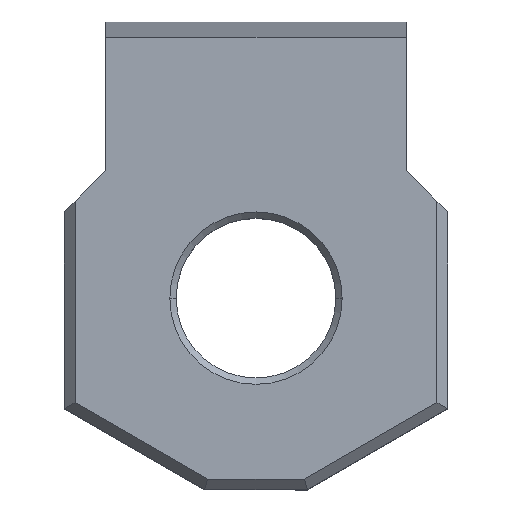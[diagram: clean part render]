
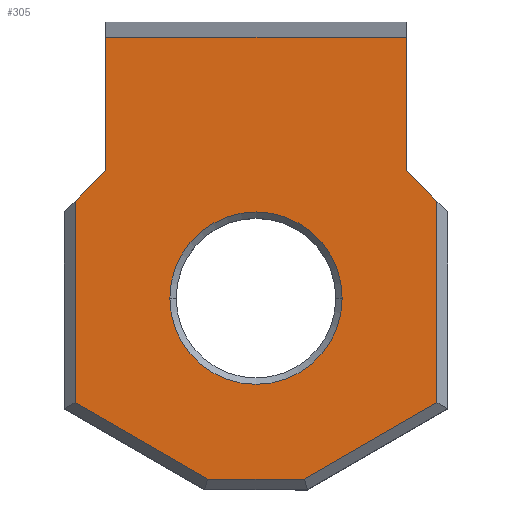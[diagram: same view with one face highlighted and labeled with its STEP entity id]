
A CAD part, top view. The second image highlights one B-rep face of the part: STEP entity #305.
In plain terms, the highlighted planar face has unit normal (0, 0, 1).
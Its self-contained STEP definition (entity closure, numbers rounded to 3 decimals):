
#29 = EDGE_CURVE ( 'NONE', #97, #398, #1153, .T. ) ;
#97 = VERTEX_POINT ( 'NONE', #1232 ) ;
#105 = CARTESIAN_POINT ( 'NONE',  ( 2.278, 0.5, 14. ) ) ;
#142 = AXIS2_PLACEMENT_3D ( 'NONE', #1599, #1582, #1571 ) ;
#163 = CIRCLE ( 'NONE', #142, 4.05 ) ;
#166 = VECTOR ( 'NONE', #1617, 1000. ) ;
#168 = CARTESIAN_POINT ( 'NONE',  ( 8.5, 4.093, 14. ) ) ;
#182 = CARTESIAN_POINT ( 'NONE',  ( 8.5, 13.56, 14. ) ) ;
#268 = VECTOR ( 'NONE', #557, 1000. ) ;
#305 = ADVANCED_FACE ( 'NONE', ( #1063, #1170 ), #1177, .F. ) ;
#315 = VERTEX_POINT ( 'NONE', #1702 ) ;
#319 = DIRECTION ( 'NONE',  ( -1., 0., 0. ) ) ;
#324 = AXIS2_PLACEMENT_3D ( 'NONE', #1189, #1198, #411 ) ;
#343 = VECTOR ( 'NONE', #519, 1000. ) ;
#345 = VERTEX_POINT ( 'NONE', #1329 ) ;
#370 = EDGE_CURVE ( 'NONE', #978, #97, #1561, .T. ) ;
#398 = VERTEX_POINT ( 'NONE', #1698 ) ;
#403 = EDGE_CURVE ( 'NONE', #1499, #1365, #1357, .T. ) ;
#411 = DIRECTION ( 'NONE',  ( -1., 0., 0. ) ) ;
#429 = DIRECTION ( 'NONE',  ( 0., 1., 0. ) ) ;
#434 = CARTESIAN_POINT ( 'NONE',  ( 8.5, 0., 14. ) ) ;
#441 = LINE ( 'NONE', #434, #1246 ) ;
#493 = CARTESIAN_POINT ( 'NONE',  ( -7.06, 21.266, 14. ) ) ;
#519 = DIRECTION ( 'NONE',  ( -0.707, 0.707, 0. ) ) ;
#532 = CARTESIAN_POINT ( 'NONE',  ( 7.06, 15., 14. ) ) ;
#546 = EDGE_CURVE ( 'NONE', #1558, #978, #1515, .T. ) ;
#557 = DIRECTION ( 'NONE',  ( 1., 0., 0. ) ) ;
#590 = LINE ( 'NONE', #532, #343 ) ;
#626 = VERTEX_POINT ( 'NONE', #1691 ) ;
#658 = ORIENTED_EDGE ( 'NONE', *, *, #546, .T. ) ;
#665 = EDGE_CURVE ( 'NONE', #626, #1558, #952, .T. ) ;
#680 = ORIENTED_EDGE ( 'NONE', *, *, #370, .T. ) ;
#693 = VERTEX_POINT ( 'NONE', #906 ) ;
#699 = LINE ( 'NONE', #700, #1487 ) ;
#700 = CARTESIAN_POINT ( 'NONE',  ( -8.5, 0., 14. ) ) ;
#720 = DIRECTION ( 'NONE',  ( 0., -1., 0. ) ) ;
#783 = DIRECTION ( 'NONE',  ( 0.866, 0.5, 0. ) ) ;
#786 = CARTESIAN_POINT ( 'NONE',  ( 0.353, -0.611, 14. ) ) ;
#787 = LINE ( 'NONE', #786, #1215 ) ;
#801 = ORIENTED_EDGE ( 'NONE', *, *, #29, .T. ) ;
#823 = ORIENTED_EDGE ( 'NONE', *, *, #1494, .T. ) ;
#826 = ORIENTED_EDGE ( 'NONE', *, *, #1182, .T. ) ;
#857 = ORIENTED_EDGE ( 'NONE', *, *, #403, .T. ) ;
#860 = EDGE_CURVE ( 'NONE', #1365, #1636, #787, .T. ) ;
#866 = EDGE_LOOP ( 'NONE', ( #1772, #1785 ) ) ;
#891 = ORIENTED_EDGE ( 'NONE', *, *, #860, .T. ) ;
#902 = ORIENTED_EDGE ( 'NONE', *, *, #1606, .T. ) ;
#906 = CARTESIAN_POINT ( 'NONE',  ( -8.5, 4.093, 14. ) ) ;
#936 = DIRECTION ( 'NONE',  ( 0., 1., 0. ) ) ;
#941 = CARTESIAN_POINT ( 'NONE',  ( 7.06, 22., 14. ) ) ;
#952 = LINE ( 'NONE', #941, #1838 ) ;
#960 = ORIENTED_EDGE ( 'NONE', *, *, #665, .T. ) ;
#965 = CARTESIAN_POINT ( 'NONE',  ( 0., 21.266, 14. ) ) ;
#968 = VECTOR ( 'NONE', #1583, 1000. ) ;
#978 = VERTEX_POINT ( 'NONE', #493 ) ;
#986 = AXIS2_PLACEMENT_3D ( 'NONE', #1493, #1498, #1507 ) ;
#1057 = CIRCLE ( 'NONE', #986, 4.05 ) ;
#1063 = FACE_OUTER_BOUND ( 'NONE', #1795, .T. ) ;
#1092 = CARTESIAN_POINT ( 'NONE',  ( 7.06, 21.266, 14. ) ) ;
#1099 = VECTOR ( 'NONE', #319, 1000. ) ;
#1153 = LINE ( 'NONE', #1173, #1719 ) ;
#1170 = FACE_BOUND ( 'NONE', #866, .T. ) ;
#1173 = CARTESIAN_POINT ( 'NONE',  ( -9., 13.06, 14. ) ) ;
#1174 = DIRECTION ( 'NONE',  ( -0.707, -0.707, 0. ) ) ;
#1177 = PLANE ( 'NONE',  #324 ) ;
#1182 = EDGE_CURVE ( 'NONE', #398, #693, #699, .T. ) ;
#1189 = CARTESIAN_POINT ( 'NONE',  ( 0., 0., 14. ) ) ;
#1198 = DIRECTION ( 'NONE',  ( 0., 0., -1. ) ) ;
#1215 = VECTOR ( 'NONE', #783, 1000. ) ;
#1232 = CARTESIAN_POINT ( 'NONE',  ( -7.06, 15., 14. ) ) ;
#1242 = EDGE_CURVE ( 'NONE', #345, #315, #1057, .T. ) ;
#1246 = VECTOR ( 'NONE', #429, 1000. ) ;
#1260 = ORIENTED_EDGE ( 'NONE', *, *, #1714, .T. ) ;
#1329 = CARTESIAN_POINT ( 'NONE',  ( -4.05, 9., 14. ) ) ;
#1357 = LINE ( 'NONE', #1823, #268 ) ;
#1365 = VERTEX_POINT ( 'NONE', #105 ) ;
#1487 = VECTOR ( 'NONE', #720, 1000. ) ;
#1493 = CARTESIAN_POINT ( 'NONE',  ( 0., 9., 14. ) ) ;
#1494 = EDGE_CURVE ( 'NONE', #693, #1499, #1685, .T. ) ;
#1497 = EDGE_CURVE ( 'NONE', #315, #345, #163, .T. ) ;
#1498 = DIRECTION ( 'NONE',  ( 0., 0., -1. ) ) ;
#1499 = VERTEX_POINT ( 'NONE', #1513 ) ;
#1507 = DIRECTION ( 'NONE',  ( -1., 0., 0. ) ) ;
#1513 = CARTESIAN_POINT ( 'NONE',  ( -2.278, 0.5, 14. ) ) ;
#1515 = LINE ( 'NONE', #965, #1099 ) ;
#1558 = VERTEX_POINT ( 'NONE', #1092 ) ;
#1561 = LINE ( 'NONE', #1573, #968 ) ;
#1571 = DIRECTION ( 'NONE',  ( -1., 0., 0. ) ) ;
#1573 = CARTESIAN_POINT ( 'NONE',  ( -7.06, 22., 14. ) ) ;
#1582 = DIRECTION ( 'NONE',  ( 0., 0., -1. ) ) ;
#1583 = DIRECTION ( 'NONE',  ( 0., -1., 0. ) ) ;
#1599 = CARTESIAN_POINT ( 'NONE',  ( 0., 9., 14. ) ) ;
#1606 = EDGE_CURVE ( 'NONE', #1636, #1769, #441, .T. ) ;
#1617 = DIRECTION ( 'NONE',  ( 0.866, -0.5, 0. ) ) ;
#1636 = VERTEX_POINT ( 'NONE', #168 ) ;
#1647 = CARTESIAN_POINT ( 'NONE',  ( -0.353, -0.611, 14. ) ) ;
#1685 = LINE ( 'NONE', #1647, #166 ) ;
#1691 = CARTESIAN_POINT ( 'NONE',  ( 7.06, 15., 14. ) ) ;
#1698 = CARTESIAN_POINT ( 'NONE',  ( -8.5, 13.56, 14. ) ) ;
#1702 = CARTESIAN_POINT ( 'NONE',  ( 4.05, 9., 14. ) ) ;
#1714 = EDGE_CURVE ( 'NONE', #1769, #626, #590, .T. ) ;
#1719 = VECTOR ( 'NONE', #1174, 1000. ) ;
#1769 = VERTEX_POINT ( 'NONE', #182 ) ;
#1772 = ORIENTED_EDGE ( 'NONE', *, *, #1497, .T. ) ;
#1785 = ORIENTED_EDGE ( 'NONE', *, *, #1242, .T. ) ;
#1795 = EDGE_LOOP ( 'NONE', ( #801, #826, #823, #857, #891, #902, #1260, #960, #658, #680 ) ) ;
#1823 = CARTESIAN_POINT ( 'NONE',  ( 0., 0.5, 14. ) ) ;
#1838 = VECTOR ( 'NONE', #936, 1000. ) ;
